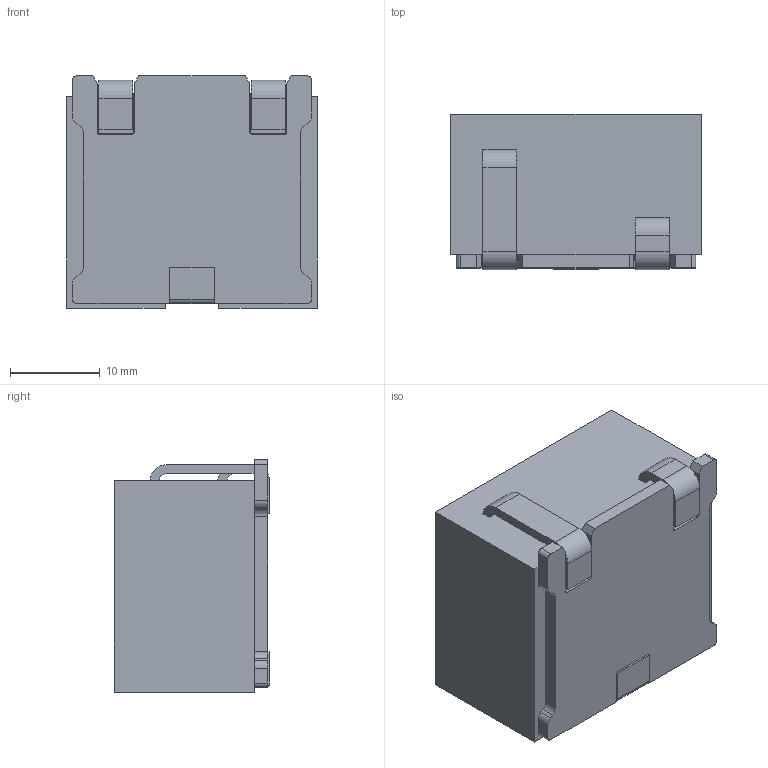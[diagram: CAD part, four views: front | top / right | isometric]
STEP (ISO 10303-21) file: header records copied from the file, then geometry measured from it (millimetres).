
FILE_DESCRIPTION((''),'2;1');
FILE_NAME('B82559B_16_9_ERU27','2021-07-31T',('EB9189'),(''),'CREO PARAMETRIC BY PTC INC, 2015480','CREO PARAMETRIC BY PTC INC, 2015480','');
FILE_SCHEMA(('CONFIG_CONTROL_DESIGN'));
Length unit declared in the file: millimetre
Products named in the file (1): B82559B_16_9_ERU27
Bounding box: 27.8 x 17.31 x 25.81 mm (x, y, z)
Volume: 10931.7 mm3; surface area: 3693.1 mm2
Topology: 1 solids, 3 shells, 169 faces, 455 edges, 296 vertices
Faces by surface type: plane 95, cylinder 42, bspline 24, torus 8
Entity records: 7555 total; most frequent: CARTESIAN_POINT 1883, ORIENTED_EDGE 910, DIRECTION 779, EDGE_CURVE 455, VECTOR 301, LINE 301, VERTEX_POINT 296, AXIS2_PLACEMENT_3D 239
